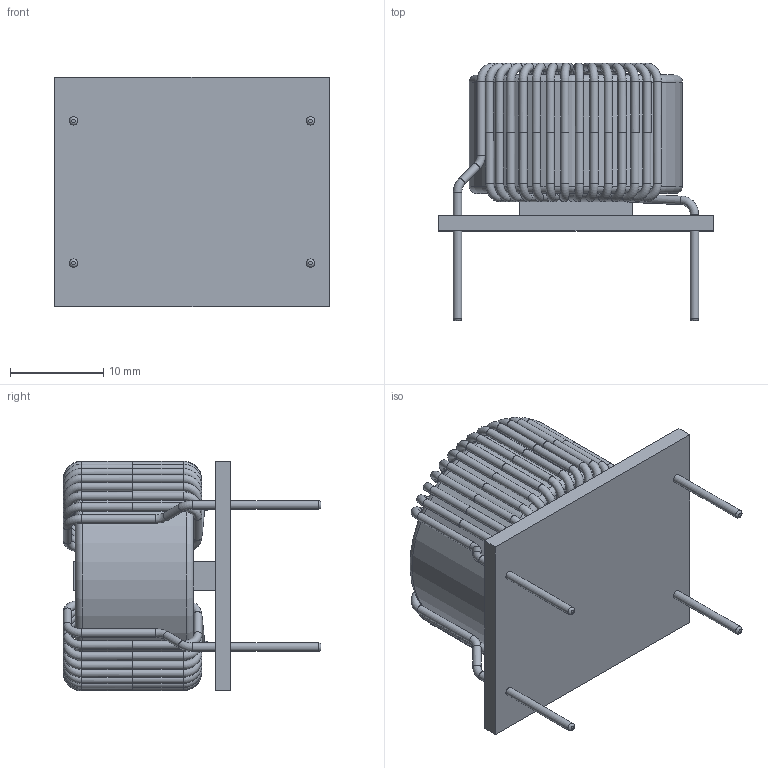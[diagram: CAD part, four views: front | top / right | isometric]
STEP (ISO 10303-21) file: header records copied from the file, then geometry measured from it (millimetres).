
FILE_DESCRIPTION (( 'STEP AP214' ), '1' );
FILE_NAME ('31895r7.STEP', '2011-07-01T17:57:56', ( 'Vicor User' ), ( 'Microsoft' ), 'SwSTEP 2.0', 'SolidWorks 2010', '' );
FILE_SCHEMA (( 'AUTOMOTIVE_DESIGN' ));
Length unit declared in the file: inch
Products named in the file (1): 31895r7
Bounding box: 29.46 x 27.62 x 24.64 mm (x, y, z)
Volume: 6077 mm3; surface area: 6977.5 mm2
Topology: 3 solids, 3 shells, 396 faces, 941 edges, 510 vertices
Faces by surface type: cylinder 187, torus 132, plane 77
Full cylindrical faces by diameter (mm): 0.889 x132, 1.35 x1, 12.7 x1, 22.86 x1
Entity records: 15409 total; most frequent: CARTESIAN_POINT 2768, DIRECTION 1736, ORIENTED_EDGE 1124, AXIS2_PLACEMENT_3D 830, EDGE_LOOP 676, FACE_OUTER_BOUND 663, EDGE_CURVE 562, CIRCLE 433
